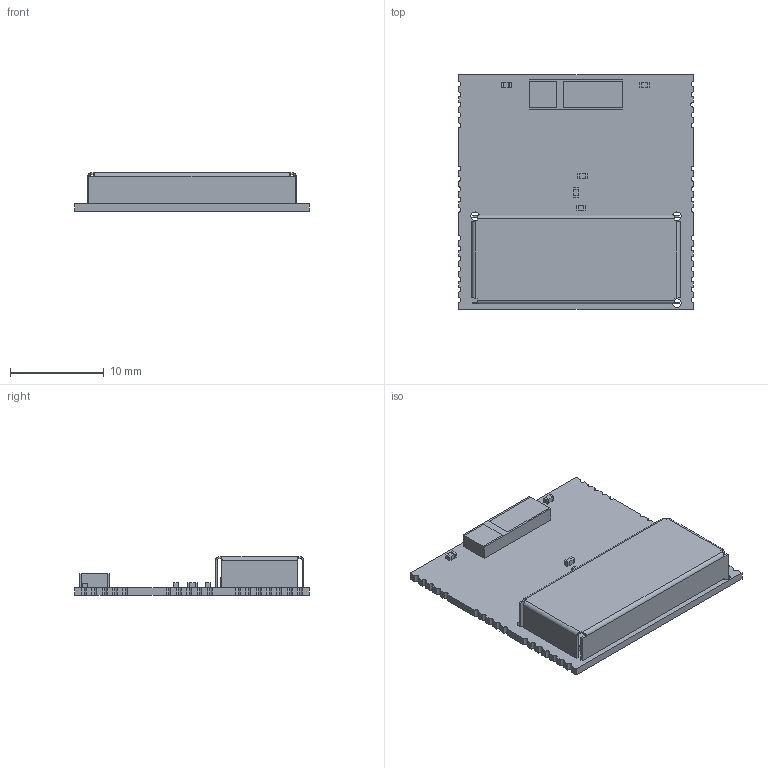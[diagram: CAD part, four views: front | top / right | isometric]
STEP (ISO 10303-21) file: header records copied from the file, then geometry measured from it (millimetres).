
FILE_DESCRIPTION (( 'STEP AP214' ), '1' );
FILE_NAME ('AGGBLA.125.STEP', '2022-11-18T12:00:39', ( '' ), ( '' ), 'SwSTEP 2.0', 'SolidWorks 2018', '' );
FILE_SCHEMA (( 'AUTOMOTIVE_DESIGN' ));
Length unit declared in the file: millimetre
Products named in the file (15): 0402C_L-31; 0402C_C-80; AGGBLA.125; DFN100X60X57-2N_ACPDQC5V0CSP-HF-1; TAOGLAS_GGBLA.125.A_CMP-050-000000-1; 0402C_R-40; BGA925L6_BGA824N6-15; 000522I000000A - SHIELD CASE SPTE TIN PLATED; AGGBLA_125_D03_Variant_of_AGGBLA_125_D03_BOARD; SOT65P210X110-5N_NCP508SQ18T1G-1; FIL_B39162B3521U410_B39162B3503U410-1; 0201C_C-29; AGGBLA_125_D03_Variant_of_AGGBLA_125_D03; IND-0402-MLK_CMP-006-00053-1; 0201C_L-2
Assembly tree (26 placements, depth 3):
  AGGBLA.125
    000522I000000A - SHIELD CASE SPTE TIN PLATED
    AGGBLA_125_D03_Variant_of_AGGBLA_125_D03
      AGGBLA_125_D03_Variant_of_AGGBLA_125_D03_BOARD
      TAOGLAS_GGBLA.125.A_CMP-050-000000-1
      0201C_L-2  x3
      0201C_C-29
      BGA925L6_BGA824N6-15
      FIL_B39162B3521U410_B39162B3503U410-1
      0402C_L-31  x4
      SOT65P210X110-5N_NCP508SQ18T1G-1
      0402C_C-80  x8
      IND-0402-MLK_CMP-006-00053-1
      0402C_R-40
      DFN100X60X57-2N_ACPDQC5V0CSP-HF-1
Bounding box: 25 x 25 x 4.1 mm (x, y, z)
Volume: 639.6 mm3; surface area: 2365.9 mm2
Topology: 78 solids, 78 shells, 644 faces, 1431 edges, 942 vertices
Faces by surface type: plane 547, cylinder 89, bspline 8
Entity records: 13162 total; most frequent: CARTESIAN_POINT 2311, DIRECTION 2029, ORIENTED_EDGE 1998, EDGE_CURVE 999, LINE 805, VECTOR 805, VERTEX_POINT 654, AXIS2_PLACEMENT_3D 612
